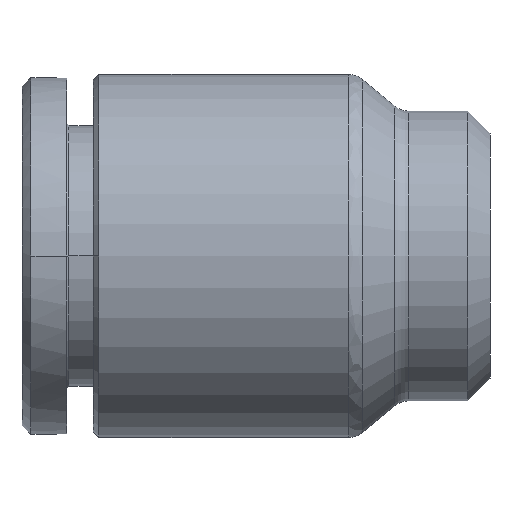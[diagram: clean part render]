
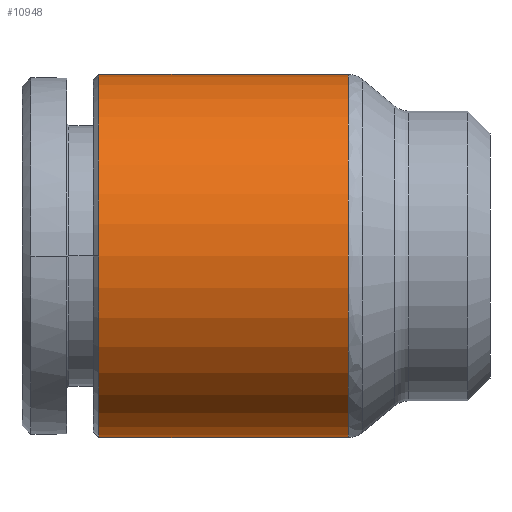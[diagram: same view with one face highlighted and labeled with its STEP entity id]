
A CAD part, front view. The second image highlights one B-rep face of the part: STEP entity #10948.
In plain terms, the highlighted cylindrical face has radius 8.15 mm (diameter 16.3 mm), a partial arc.
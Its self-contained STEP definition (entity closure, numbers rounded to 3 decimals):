
#134 = VECTOR ( 'NONE', #13015, 1000. ) ;
#634 = CIRCLE ( 'NONE', #5567, 8.15 ) ;
#1269 = CARTESIAN_POINT ( 'NONE',  ( 1.641, 0., 0. ) ) ;
#1301 = LINE ( 'NONE', #9940, #134 ) ;
#1431 = EDGE_CURVE ( 'NONE', #4340, #3097, #7522, .T. ) ;
#1723 = ORIENTED_EDGE ( 'NONE', *, *, #6080, .T. ) ;
#2116 = DIRECTION ( 'NONE',  ( -1., 0., 0. ) ) ;
#2482 = AXIS2_PLACEMENT_3D ( 'NONE', #3876, #8379, #2848 ) ;
#2523 = VERTEX_POINT ( 'NONE', #9568 ) ;
#2846 = CARTESIAN_POINT ( 'NONE',  ( -9.55, 0., 8.15 ) ) ;
#2848 = DIRECTION ( 'NONE',  ( 0., 0., -1. ) ) ;
#3097 = VERTEX_POINT ( 'NONE', #13773 ) ;
#3667 = AXIS2_PLACEMENT_3D ( 'NONE', #1269, #6772, #10068 ) ;
#3732 = EDGE_CURVE ( 'NONE', #6797, #2523, #4984, .T. ) ;
#3876 = CARTESIAN_POINT ( 'NONE',  ( -3., 0., 0. ) ) ;
#4340 = VERTEX_POINT ( 'NONE', #12778 ) ;
#4984 = LINE ( 'NONE', #12841, #10107 ) ;
#5444 = DIRECTION ( 'NONE',  ( 0., 0., 1. ) ) ;
#5567 = AXIS2_PLACEMENT_3D ( 'NONE', #13214, #6698, #5444 ) ;
#5745 = FACE_OUTER_BOUND ( 'NONE', #7976, .T. ) ;
#6080 = EDGE_CURVE ( 'NONE', #4340, #10485, #1301, .T. ) ;
#6096 = CYLINDRICAL_SURFACE ( 'NONE', #2482, 8.15 ) ;
#6698 = DIRECTION ( 'NONE',  ( -1., 0., 0. ) ) ;
#6772 = DIRECTION ( 'NONE',  ( -1., 0., 0. ) ) ;
#6797 = VERTEX_POINT ( 'NONE', #2846 ) ;
#7031 = CIRCLE ( 'NONE', #3667, 8.15 ) ;
#7522 = CIRCLE ( 'NONE', #13004, 8.15 ) ;
#7976 = EDGE_LOOP ( 'NONE', ( #14053, #13800, #10653, #1723, #12548 ) ) ;
#8379 = DIRECTION ( 'NONE',  ( 1., 0., 0. ) ) ;
#8488 = DIRECTION ( 'NONE',  ( 0., 0., 1. ) ) ;
#8532 = CARTESIAN_POINT ( 'NONE',  ( 1.641, 0., -8.15 ) ) ;
#8640 = CARTESIAN_POINT ( 'NONE',  ( -9.55, 0., 0. ) ) ;
#8865 = EDGE_CURVE ( 'NONE', #10485, #2523, #7031, .T. ) ;
#9568 = CARTESIAN_POINT ( 'NONE',  ( 1.641, 0., 8.15 ) ) ;
#9940 = CARTESIAN_POINT ( 'NONE',  ( -3., 0., -8.15 ) ) ;
#10068 = DIRECTION ( 'NONE',  ( 0., 0., -1. ) ) ;
#10107 = VECTOR ( 'NONE', #10644, 1000. ) ;
#10485 = VERTEX_POINT ( 'NONE', #8532 ) ;
#10519 = EDGE_CURVE ( 'NONE', #3097, #6797, #634, .T. ) ;
#10644 = DIRECTION ( 'NONE',  ( 1., 0., 0. ) ) ;
#10653 = ORIENTED_EDGE ( 'NONE', *, *, #1431, .F. ) ;
#10948 = ADVANCED_FACE ( 'NONE', ( #5745 ), #6096, .T. ) ;
#12548 = ORIENTED_EDGE ( 'NONE', *, *, #8865, .T. ) ;
#12778 = CARTESIAN_POINT ( 'NONE',  ( -9.55, 0., -8.15 ) ) ;
#12841 = CARTESIAN_POINT ( 'NONE',  ( -3., 0., 8.15 ) ) ;
#13004 = AXIS2_PLACEMENT_3D ( 'NONE', #8640, #2116, #8488 ) ;
#13015 = DIRECTION ( 'NONE',  ( 1., 0., 0. ) ) ;
#13214 = CARTESIAN_POINT ( 'NONE',  ( -9.55, 0., 0. ) ) ;
#13773 = CARTESIAN_POINT ( 'NONE',  ( -9.55, -8.15, 0. ) ) ;
#13800 = ORIENTED_EDGE ( 'NONE', *, *, #10519, .F. ) ;
#14053 = ORIENTED_EDGE ( 'NONE', *, *, #3732, .F. ) ;
